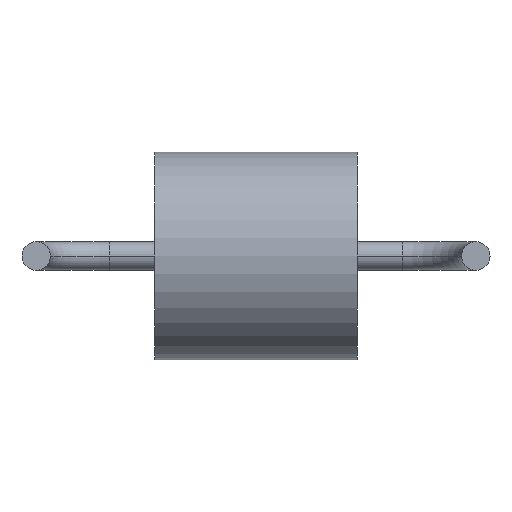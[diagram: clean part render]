
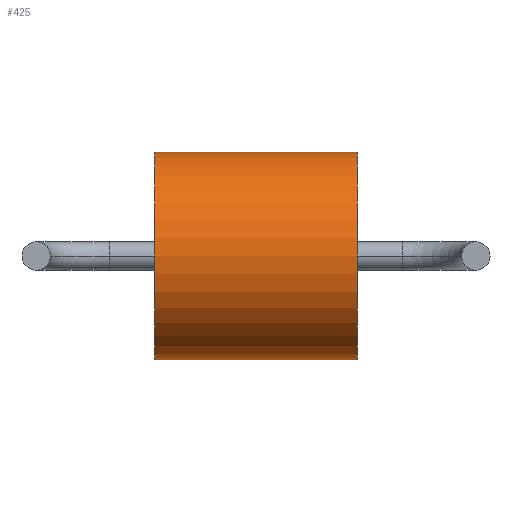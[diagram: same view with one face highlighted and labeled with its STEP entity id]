
A CAD part, front view. The second image highlights one B-rep face of the part: STEP entity #425.
In plain terms, the highlighted cylindrical face has radius 4.55 mm (diameter 9.1 mm), a partial arc.
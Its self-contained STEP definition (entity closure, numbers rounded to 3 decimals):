
#4 = AXIS2_PLACEMENT_3D ( 'NONE', #354, #32, #356 ) ;
#10 = CARTESIAN_POINT ( 'NONE',  ( 4.425, 4.55, 4.55 ) ) ;
#14 = VECTOR ( 'NONE', #169, 1000. ) ;
#21 = LINE ( 'NONE', #583, #14 ) ;
#22 = CARTESIAN_POINT ( 'NONE',  ( -4.425, 4.55, 0. ) ) ;
#32 = DIRECTION ( 'NONE',  ( -1., 0., 0. ) ) ;
#36 = DIRECTION ( 'NONE',  ( -1., 0., 0. ) ) ;
#56 = VERTEX_POINT ( 'NONE', #113 ) ;
#62 = VERTEX_POINT ( 'NONE', #10 ) ;
#79 = ORIENTED_EDGE ( 'NONE', *, *, #563, .F. ) ;
#99 = CARTESIAN_POINT ( 'NONE',  ( 4.425, 4.55, -4.55 ) ) ;
#103 = VECTOR ( 'NONE', #370, 1000. ) ;
#108 = CIRCLE ( 'NONE', #280, 4.55 ) ;
#113 = CARTESIAN_POINT ( 'NONE',  ( -4.425, 4.55, -4.55 ) ) ;
#169 = DIRECTION ( 'NONE',  ( -1., 0., 0. ) ) ;
#182 = DIRECTION ( 'NONE',  ( 0., 0., 1. ) ) ;
#186 = EDGE_CURVE ( 'NONE', #62, #518, #21, .T. ) ;
#208 = CIRCLE ( 'NONE', #4, 4.55 ) ;
#220 = EDGE_CURVE ( 'NONE', #56, #518, #208, .T. ) ;
#234 = DIRECTION ( 'NONE',  ( 0., 0., 1. ) ) ;
#262 = VERTEX_POINT ( 'NONE', #99 ) ;
#265 = ORIENTED_EDGE ( 'NONE', *, *, #559, .T. ) ;
#276 = CARTESIAN_POINT ( 'NONE',  ( 4.425, 4.55, 0. ) ) ;
#280 = AXIS2_PLACEMENT_3D ( 'NONE', #276, #36, #182 ) ;
#296 = FACE_OUTER_BOUND ( 'NONE', #519, .T. ) ;
#297 = ORIENTED_EDGE ( 'NONE', *, *, #220, .F. ) ;
#354 = CARTESIAN_POINT ( 'NONE',  ( -4.425, 4.55, 0. ) ) ;
#356 = DIRECTION ( 'NONE',  ( 0., 0., 1. ) ) ;
#370 = DIRECTION ( 'NONE',  ( -1., 0., 0. ) ) ;
#372 = AXIS2_PLACEMENT_3D ( 'NONE', #22, #501, #234 ) ;
#376 = CARTESIAN_POINT ( 'NONE',  ( -4.425, 4.55, 4.55 ) ) ;
#425 = ADVANCED_FACE ( 'NONE', ( #296 ), #510, .T. ) ;
#449 = CARTESIAN_POINT ( 'NONE',  ( -4.425, 4.55, -4.55 ) ) ;
#471 = ORIENTED_EDGE ( 'NONE', *, *, #186, .T. ) ;
#501 = DIRECTION ( 'NONE',  ( -1., 0., 0. ) ) ;
#510 = CYLINDRICAL_SURFACE ( 'NONE', #372, 4.55 ) ;
#512 = LINE ( 'NONE', #449, #103 ) ;
#518 = VERTEX_POINT ( 'NONE', #376 ) ;
#519 = EDGE_LOOP ( 'NONE', ( #79, #265, #471, #297 ) ) ;
#559 = EDGE_CURVE ( 'NONE', #262, #62, #108, .T. ) ;
#563 = EDGE_CURVE ( 'NONE', #262, #56, #512, .T. ) ;
#583 = CARTESIAN_POINT ( 'NONE',  ( -4.425, 4.55, 4.55 ) ) ;
